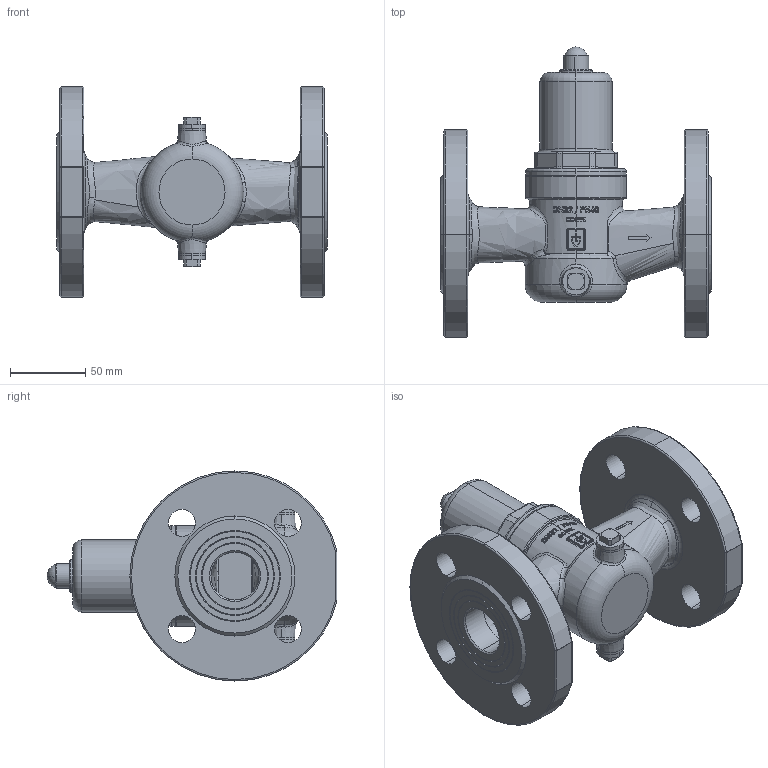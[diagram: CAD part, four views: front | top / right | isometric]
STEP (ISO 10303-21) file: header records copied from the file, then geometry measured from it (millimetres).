
FILE_DESCRIPTION (( 'STEP AP214' ), '1' );
FILE_NAME ('682 HP 32 Dummy.STEP', '2010-08-09T11:16:03', ( '' ), ( '' ), 'SwSTEP 2.0', 'SolidWorks 2010', '' );
FILE_SCHEMA (( 'AUTOMOTIVE_DESIGN' ));
Length unit declared in the file: millimetre
Products named in the file (1): 682 HP 32 Dummy
Bounding box: 180 x 193.2 x 140 mm (x, y, z)
Volume: 628018 mm3; surface area: 174153.9 mm2
Topology: 7 solids, 7 shells, 993 faces, 2519 edges, 1588 vertices
Faces by surface type: plane 339, cylinder 240, bspline 222, cone 93, torus 83, sphere 16
Entity records: 58363 total; most frequent: CARTESIAN_POINT 25815, ORIENTED_EDGE 4986, DIRECTION 3808, EDGE_CURVE 2493, VERTEX_POINT 1588, AXIS2_PLACEMENT_3D 1471, EDGE_LOOP 1099, UNCERTAINTY_MEASURE_WITH_UNIT 1002
